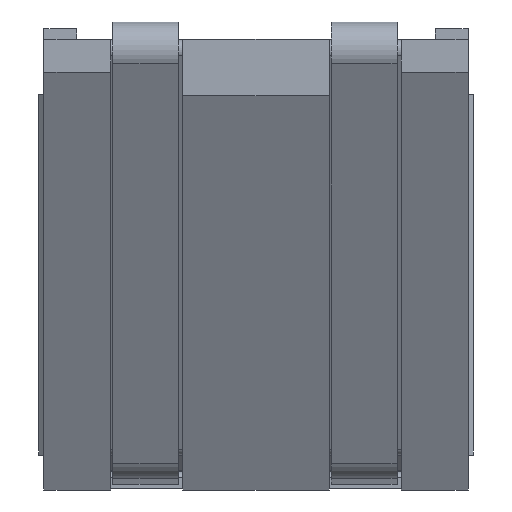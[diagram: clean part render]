
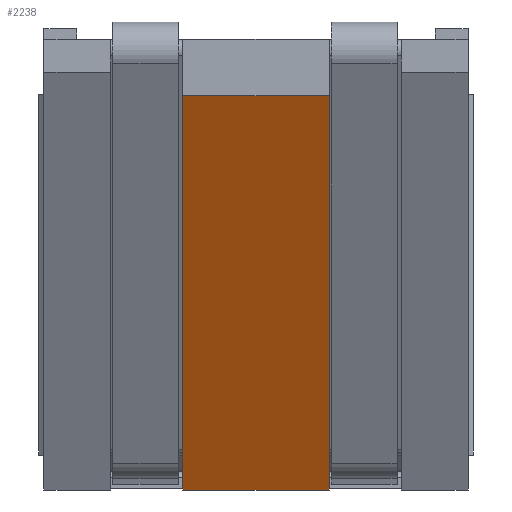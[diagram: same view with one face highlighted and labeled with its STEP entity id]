
A CAD part, front view. The second image highlights one B-rep face of the part: STEP entity #2238.
In plain terms, the highlighted planar face has unit normal (0, -0.883, -0.469).
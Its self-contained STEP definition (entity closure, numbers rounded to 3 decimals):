
#125 = EDGE_CURVE ( 'NONE', #7068, #7731, #7929, .T. ) ;
#178 = CARTESIAN_POINT ( 'NONE',  ( -0.851, -3.023, 4.581 ) ) ;
#184 = FACE_OUTER_BOUND ( 'NONE', #8564, .T. ) ;
#418 = CARTESIAN_POINT ( 'NONE',  ( -2.464, -3.135, 4.792 ) ) ;
#453 = DIRECTION ( 'NONE',  ( 0., 0.469, -0.883 ) ) ;
#512 = DIRECTION ( 'NONE',  ( 0., -0.883, -0.469 ) ) ;
#668 = ORIENTED_EDGE ( 'NONE', *, *, #4939, .T. ) ;
#1374 = VECTOR ( 'NONE', #4371, 1000. ) ;
#1926 = VERTEX_POINT ( 'NONE', #3556 ) ;
#2238 = ADVANCED_FACE ( 'NONE', ( #184 ), #2811, .T. ) ;
#2630 = DIRECTION ( 'NONE',  ( 0., 0.469, -0.883 ) ) ;
#2811 = PLANE ( 'NONE',  #4135 ) ;
#2966 = CARTESIAN_POINT ( 'NONE',  ( 0.851, -3.023, 4.581 ) ) ;
#3556 = CARTESIAN_POINT ( 'NONE',  ( -0.851, -0.587, 0. ) ) ;
#3892 = ORIENTED_EDGE ( 'NONE', *, *, #5973, .T. ) ;
#4121 = LINE ( 'NONE', #178, #9174 ) ;
#4135 = AXIS2_PLACEMENT_3D ( 'NONE', #418, #512, #453 ) ;
#4371 = DIRECTION ( 'NONE',  ( -1., 0., 0. ) ) ;
#4939 = EDGE_CURVE ( 'NONE', #5124, #1926, #4121, .T. ) ;
#5124 = VERTEX_POINT ( 'NONE', #8197 ) ;
#5399 = ORIENTED_EDGE ( 'NONE', *, *, #8967, .F. ) ;
#5414 = CARTESIAN_POINT ( 'NONE',  ( 0.851, -3.023, 4.581 ) ) ;
#5783 = VECTOR ( 'NONE', #7770, 1000. ) ;
#5973 = EDGE_CURVE ( 'NONE', #7731, #5124, #7832, .T. ) ;
#6313 = LINE ( 'NONE', #8293, #1374 ) ;
#7068 = VERTEX_POINT ( 'NONE', #8572 ) ;
#7731 = VERTEX_POINT ( 'NONE', #2966 ) ;
#7770 = DIRECTION ( 'NONE',  ( -1., 0., 0. ) ) ;
#7832 = LINE ( 'NONE', #5414, #5783 ) ;
#7929 = LINE ( 'NONE', #8558, #8176 ) ;
#8176 = VECTOR ( 'NONE', #9407, 1000. ) ;
#8197 = CARTESIAN_POINT ( 'NONE',  ( -0.851, -3.023, 4.581 ) ) ;
#8293 = CARTESIAN_POINT ( 'NONE',  ( 0.851, -0.587, 0. ) ) ;
#8558 = CARTESIAN_POINT ( 'NONE',  ( 0.851, -0.587, 0. ) ) ;
#8564 = EDGE_LOOP ( 'NONE', ( #9451, #3892, #668, #5399 ) ) ;
#8572 = CARTESIAN_POINT ( 'NONE',  ( 0.851, -0.587, 0. ) ) ;
#8967 = EDGE_CURVE ( 'NONE', #7068, #1926, #6313, .T. ) ;
#9174 = VECTOR ( 'NONE', #2630, 1000. ) ;
#9407 = DIRECTION ( 'NONE',  ( 0., -0.469, 0.883 ) ) ;
#9451 = ORIENTED_EDGE ( 'NONE', *, *, #125, .T. ) ;
